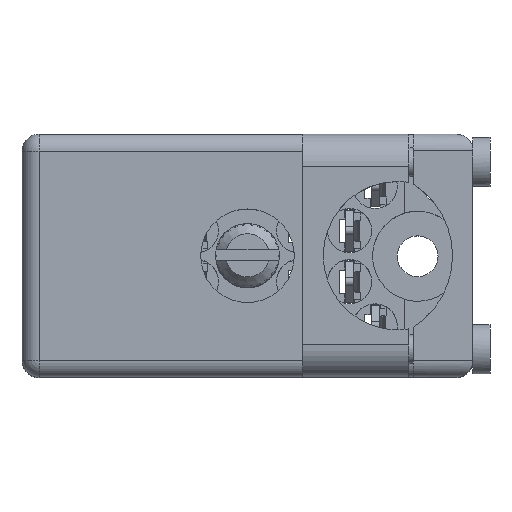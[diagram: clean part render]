
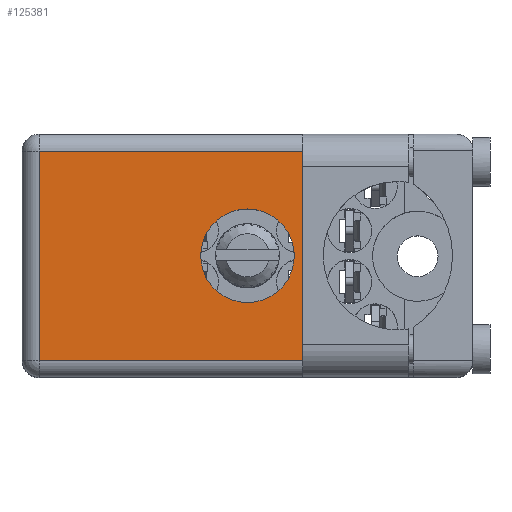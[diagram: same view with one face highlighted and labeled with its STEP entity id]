
A CAD part, top view. The second image highlights one B-rep face of the part: STEP entity #125381.
In plain terms, the highlighted face is planar.
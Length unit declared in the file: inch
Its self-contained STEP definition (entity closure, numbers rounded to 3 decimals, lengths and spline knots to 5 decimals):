
#1112 = LINE ( 'NONE', #155943, #72252 ) ;
#1136 = LINE ( 'NONE', #29283, #47039 ) ;
#1135 = CARTESIAN_POINT ( 'NONE',  ( 0.05, 0.906, -0.05 ) ) ;
#5494 = CARTESIAN_POINT ( 'NONE',  ( 0.865, 0.906, -0.6025 ) ) ;
#7751 = ORIENTED_EDGE ( 'NONE', *, *, #135885, .T. ) ;
#9791 = AXIS2_PLACEMENT_3D ( 'NONE', #74216, #89633, #60062 ) ;
#10969 = DIRECTION ( 'NONE',  ( -1., 0., 0. ) ) ;
#13219 = FACE_BOUND ( 'NONE', #166468, .T. ) ;
#13441 = VECTOR ( 'NONE', #10969, 39.37008 ) ;
#15248 = EDGE_CURVE ( 'NONE', #167039, #182696, #110570, .T. ) ;
#16106 = CARTESIAN_POINT ( 'NONE',  ( 0.6625, 0.906, -0.3575 ) ) ;
#19223 = CARTESIAN_POINT ( 'NONE',  ( 0.865, 0.906, -0.6025 ) ) ;
#19718 = ORIENTED_EDGE ( 'NONE', *, *, #15248, .T. ) ;
#20117 = CARTESIAN_POINT ( 'NONE',  ( 0.865, 0.906, -0.1125 ) ) ;
#20246 = DIRECTION ( 'NONE',  ( 1., 0., 0. ) ) ;
#26734 = ORIENTED_EDGE ( 'NONE', *, *, #48253, .T. ) ;
#28521 = CIRCLE ( 'NONE', #45595, 0.1375 ) ;
#29283 = CARTESIAN_POINT ( 'NONE',  ( 0., 0.906, -0.665 ) ) ;
#30255 = VERTEX_POINT ( 'NONE', #125979 ) ;
#31531 = DIRECTION ( 'NONE',  ( 0., 1., 0. ) ) ;
#33365 = VERTEX_POINT ( 'NONE', #82583 ) ;
#38789 = LINE ( 'NONE', #20117, #13441 ) ;
#39239 = VECTOR ( 'NONE', #121758, 39.37008 ) ;
#40303 = ORIENTED_EDGE ( 'NONE', *, *, #70212, .T. ) ;
#45595 = AXIS2_PLACEMENT_3D ( 'NONE', #119344, #31531, #134111 ) ;
#46144 = CARTESIAN_POINT ( 'NONE',  ( 0.05, 0.906, -0.665 ) ) ;
#47039 = VECTOR ( 'NONE', #86355, 39.37008 ) ;
#48253 = EDGE_CURVE ( 'NONE', #182696, #33365, #50834, .T. ) ;
#49551 = LINE ( 'NONE', #106388, #116174 ) ;
#50834 = LINE ( 'NONE', #19223, #39239 ) ;
#51251 = ORIENTED_EDGE ( 'NONE', *, *, #89654, .T. ) ;
#51483 = CARTESIAN_POINT ( 'NONE',  ( 1.15, 0.906, -0.05 ) ) ;
#55676 = CARTESIAN_POINT ( 'NONE',  ( 0.6625, 0.906, -0.22 ) ) ;
#56752 = VERTEX_POINT ( 'NONE', #113544 ) ;
#60062 = DIRECTION ( 'NONE',  ( 0., 0., 1. ) ) ;
#60213 = DIRECTION ( 'NONE',  ( 0., 1., 0. ) ) ;
#61734 = VERTEX_POINT ( 'NONE', #88718 ) ;
#64343 = VECTOR ( 'NONE', #67738, 39.37008 ) ;
#67738 = DIRECTION ( 'NONE',  ( 0., 0., 1. ) ) ;
#70212 = EDGE_CURVE ( 'NONE', #161462, #61734, #118745, .T. ) ;
#71568 = VECTOR ( 'NONE', #151927, 39.37008 ) ;
#72252 = VECTOR ( 'NONE', #114954, 39.37008 ) ;
#72969 = CARTESIAN_POINT ( 'NONE',  ( 1.15, 0.906, -0.1125 ) ) ;
#74216 = CARTESIAN_POINT ( 'NONE',  ( 0., 0.906, -0.715 ) ) ;
#76646 = AXIS2_PLACEMENT_3D ( 'NONE', #16106, #60213, #89779 ) ;
#81178 = EDGE_CURVE ( 'NONE', #92556, #61734, #1112, .T. ) ;
#81954 = VECTOR ( 'NONE', #20246, 39.37008 ) ;
#82583 = CARTESIAN_POINT ( 'NONE',  ( 1.15, 0.906, -0.6025 ) ) ;
#86355 = DIRECTION ( 'NONE',  ( -1., 0., 0. ) ) ;
#88718 = CARTESIAN_POINT ( 'NONE',  ( 1.15, 0.906, -0.05 ) ) ;
#89633 = DIRECTION ( 'NONE',  ( 0., 1., 0. ) ) ;
#89654 = EDGE_CURVE ( 'NONE', #92556, #167039, #38789, .T. ) ;
#89779 = DIRECTION ( 'NONE',  ( 0., 0., 1. ) ) ;
#91179 = FACE_OUTER_BOUND ( 'NONE', #175758, .T. ) ;
#92556 = VERTEX_POINT ( 'NONE', #72969 ) ;
#92983 = CARTESIAN_POINT ( 'NONE',  ( 0.865, 0.906, -0.1125 ) ) ;
#94799 = ORIENTED_EDGE ( 'NONE', *, *, #138127, .F. ) ;
#106388 = CARTESIAN_POINT ( 'NONE',  ( 1.15, 0.906, -0.715 ) ) ;
#110570 = LINE ( 'NONE', #92983, #71568 ) ;
#113544 = CARTESIAN_POINT ( 'NONE',  ( 1.15, 0.906, -0.665 ) ) ;
#114954 = DIRECTION ( 'NONE',  ( 0., 0., 1. ) ) ;
#116174 = VECTOR ( 'NONE', #150622, 39.37008 ) ;
#118745 = LINE ( 'NONE', #51483, #81954 ) ;
#119344 = CARTESIAN_POINT ( 'NONE',  ( 0.6625, 0.906, -0.3575 ) ) ;
#121758 = DIRECTION ( 'NONE',  ( 1., 0., 0. ) ) ;
#125381 = ADVANCED_FACE ( 'NONE', ( #91179, #13219 ), #162051, .T. ) ;
#125979 = CARTESIAN_POINT ( 'NONE',  ( 0.6625, 0.906, -0.495 ) ) ;
#132889 = ORIENTED_EDGE ( 'NONE', *, *, #81178, .F. ) ;
#134111 = DIRECTION ( 'NONE',  ( 0., 0., 1. ) ) ;
#135885 = EDGE_CURVE ( 'NONE', #143088, #161462, #181372, .T. ) ;
#138127 = EDGE_CURVE ( 'NONE', #152403, #30255, #175004, .T. ) ;
#138760 = ORIENTED_EDGE ( 'NONE', *, *, #150749, .F. ) ;
#143088 = VERTEX_POINT ( 'NONE', #46144 ) ;
#150622 = DIRECTION ( 'NONE',  ( 0., 0., 1. ) ) ;
#150749 = EDGE_CURVE ( 'NONE', #30255, #152403, #28521, .T. ) ;
#151636 = EDGE_CURVE ( 'NONE', #56752, #143088, #1136, .T. ) ;
#151927 = DIRECTION ( 'NONE',  ( 0., 0., -1. ) ) ;
#152403 = VERTEX_POINT ( 'NONE', #55676 ) ;
#155105 = ORIENTED_EDGE ( 'NONE', *, *, #151636, .T. ) ;
#155532 = CARTESIAN_POINT ( 'NONE',  ( 0.05, 0.906, -0.715 ) ) ;
#155943 = CARTESIAN_POINT ( 'NONE',  ( 1.15, 0.906, -0.715 ) ) ;
#160519 = ORIENTED_EDGE ( 'NONE', *, *, #176330, .F. ) ;
#161462 = VERTEX_POINT ( 'NONE', #1135 ) ;
#162051 = PLANE ( 'NONE',  #9791 ) ;
#166468 = EDGE_LOOP ( 'NONE', ( #94799, #138760 ) ) ;
#167039 = VERTEX_POINT ( 'NONE', #180615 ) ;
#175004 = CIRCLE ( 'NONE', #76646, 0.1375 ) ;
#175758 = EDGE_LOOP ( 'NONE', ( #7751, #40303, #132889, #51251, #19718, #26734, #160519, #155105 ) ) ;
#176330 = EDGE_CURVE ( 'NONE', #56752, #33365, #49551, .T. ) ;
#180615 = CARTESIAN_POINT ( 'NONE',  ( 0.865, 0.906, -0.1125 ) ) ;
#181372 = LINE ( 'NONE', #155532, #64343 ) ;
#182696 = VERTEX_POINT ( 'NONE', #5494 ) ;
